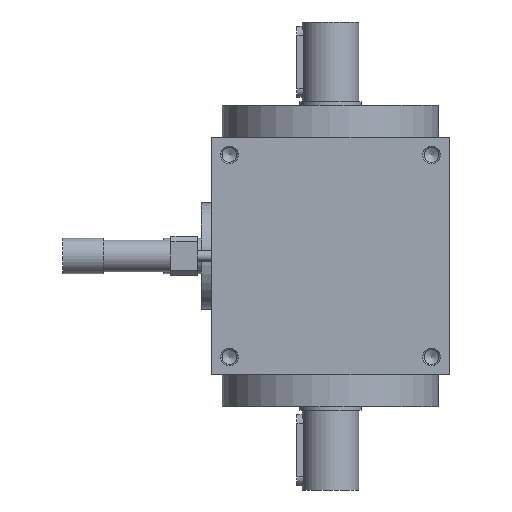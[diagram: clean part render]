
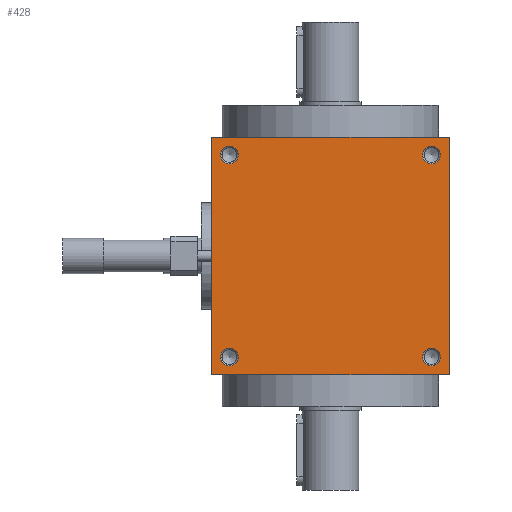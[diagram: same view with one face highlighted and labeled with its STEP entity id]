
A CAD part, left-side view. The second image highlights one B-rep face of the part: STEP entity #428.
In plain terms, the highlighted face is planar.
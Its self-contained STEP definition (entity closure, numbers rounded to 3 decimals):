
#428 = ADVANCED_FACE( '', ( #1012, #1013, #1014, #1015, #1016 ), #1017, .F. );
#1012 = FACE_BOUND( '', #1984, .T. );
#1013 = FACE_BOUND( '', #1985, .T. );
#1014 = FACE_BOUND( '', #1986, .T. );
#1015 = FACE_BOUND( '', #1987, .T. );
#1016 = FACE_OUTER_BOUND( '', #1988, .T. );
#1017 = PLANE( '', #1989 );
#1984 = EDGE_LOOP( '', ( #2971 ) );
#1985 = EDGE_LOOP( '', ( #2972 ) );
#1986 = EDGE_LOOP( '', ( #2973 ) );
#1987 = EDGE_LOOP( '', ( #2974 ) );
#1988 = EDGE_LOOP( '', ( #2975, #2976, #2977, #2978 ) );
#1989 = AXIS2_PLACEMENT_3D( '', #2979, #2980, #2981 );
#2971 = ORIENTED_EDGE( '', *, *, #4970, .F. );
#2972 = ORIENTED_EDGE( '', *, *, #4971, .T. );
#2973 = ORIENTED_EDGE( '', *, *, #4972, .F. );
#2974 = ORIENTED_EDGE( '', *, *, #4973, .T. );
#2975 = ORIENTED_EDGE( '', *, *, #4974, .F. );
#2976 = ORIENTED_EDGE( '', *, *, #4975, .F. );
#2977 = ORIENTED_EDGE( '', *, *, #4976, .F. );
#2978 = ORIENTED_EDGE( '', *, *, #4977, .F. );
#2979 = CARTESIAN_POINT( '', ( 0., 0., -67. ) );
#2980 = DIRECTION( '', ( 0., 0., 1. ) );
#2981 = DIRECTION( '', ( 1., 0., 0. ) );
#4970 = EDGE_CURVE( '', #5753, #5753, #5754, .T. );
#4971 = EDGE_CURVE( '', #5755, #5755, #5756, .T. );
#4972 = EDGE_CURVE( '', #5757, #5757, #5758, .T. );
#4973 = EDGE_CURVE( '', #5759, #5759, #5760, .T. );
#4974 = EDGE_CURVE( '', #5761, #5762, #5763, .T. );
#4975 = EDGE_CURVE( '', #5764, #5761, #5765, .T. );
#4976 = EDGE_CURVE( '', #5766, #5764, #5767, .T. );
#4977 = EDGE_CURVE( '', #5762, #5766, #5768, .T. );
#5753 = VERTEX_POINT( '', #6872 );
#5754 = CIRCLE( '', #6873, 5. );
#5755 = VERTEX_POINT( '', #6874 );
#5756 = CIRCLE( '', #6875, 5. );
#5757 = VERTEX_POINT( '', #6876 );
#5758 = CIRCLE( '', #6877, 5. );
#5759 = VERTEX_POINT( '', #6878 );
#5760 = CIRCLE( '', #6879, 5. );
#5761 = VERTEX_POINT( '', #6880 );
#5762 = VERTEX_POINT( '', #6881 );
#5763 = LINE( '', #6882, #6883 );
#5764 = VERTEX_POINT( '', #6884 );
#5765 = LINE( '', #6885, #6886 );
#5766 = VERTEX_POINT( '', #6887 );
#5767 = LINE( '', #6888, #6889 );
#5768 = LINE( '', #6890, #6891 );
#6872 = CARTESIAN_POINT( '', ( -62., 57., -67. ) );
#6873 = AXIS2_PLACEMENT_3D( '', #8374, #8375, #8376 );
#6874 = CARTESIAN_POINT( '', ( 62., 57., -67. ) );
#6875 = AXIS2_PLACEMENT_3D( '', #8377, #8378, #8379 );
#6876 = CARTESIAN_POINT( '', ( -62., -57., -67. ) );
#6877 = AXIS2_PLACEMENT_3D( '', #8380, #8381, #8382 );
#6878 = CARTESIAN_POINT( '', ( 62., -57., -67. ) );
#6879 = AXIS2_PLACEMENT_3D( '', #8383, #8384, #8385 );
#6880 = CARTESIAN_POINT( '', ( -67., 67., -67. ) );
#6881 = CARTESIAN_POINT( '', ( -67., -67., -67. ) );
#6882 = CARTESIAN_POINT( '', ( -67., 67., -67. ) );
#6883 = VECTOR( '', #8386, 1000. );
#6884 = CARTESIAN_POINT( '', ( 67., 67., -67. ) );
#6885 = CARTESIAN_POINT( '', ( 67., 67., -67. ) );
#6886 = VECTOR( '', #8387, 1000. );
#6887 = CARTESIAN_POINT( '', ( 67., -67., -67. ) );
#6888 = CARTESIAN_POINT( '', ( 67., -67., -67. ) );
#6889 = VECTOR( '', #8388, 1000. );
#6890 = CARTESIAN_POINT( '', ( -67., -67., -67. ) );
#6891 = VECTOR( '', #8389, 1000. );
#8374 = CARTESIAN_POINT( '', ( -57., 57., -67. ) );
#8375 = DIRECTION( '', ( 0., 0., -1. ) );
#8376 = DIRECTION( '', ( -1., 0., 0. ) );
#8377 = CARTESIAN_POINT( '', ( 57., 57., -67. ) );
#8378 = DIRECTION( '', ( 0., 0., 1. ) );
#8379 = DIRECTION( '', ( 1., 0., 0. ) );
#8380 = CARTESIAN_POINT( '', ( -57., -57., -67. ) );
#8381 = DIRECTION( '', ( 0., 0., -1. ) );
#8382 = DIRECTION( '', ( -1., 0., 0. ) );
#8383 = CARTESIAN_POINT( '', ( 57., -57., -67. ) );
#8384 = DIRECTION( '', ( 0., 0., 1. ) );
#8385 = DIRECTION( '', ( 1., 0., 0. ) );
#8386 = DIRECTION( '', ( 0., -1., 0. ) );
#8387 = DIRECTION( '', ( -1., 0., 0. ) );
#8388 = DIRECTION( '', ( 0., 1., 0. ) );
#8389 = DIRECTION( '', ( 1., 0., 0. ) );
